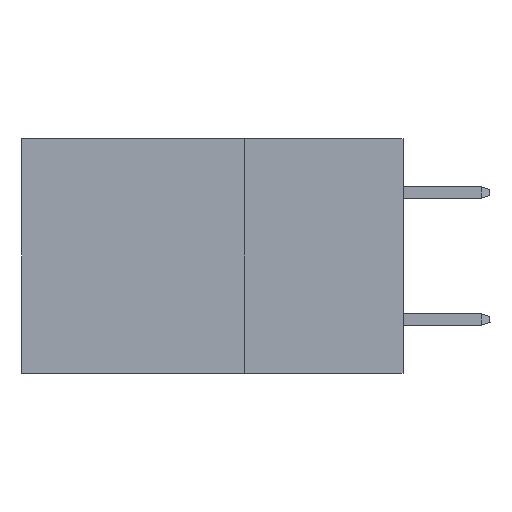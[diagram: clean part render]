
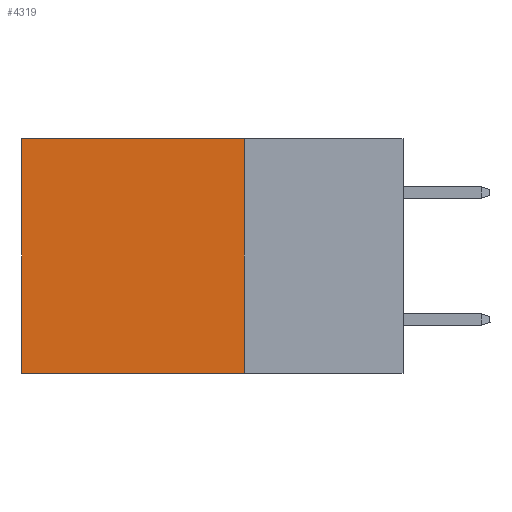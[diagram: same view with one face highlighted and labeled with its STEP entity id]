
A CAD part, left-side view. The second image highlights one B-rep face of the part: STEP entity #4319.
In plain terms, the highlighted planar face has unit normal (-1, 0, 0).
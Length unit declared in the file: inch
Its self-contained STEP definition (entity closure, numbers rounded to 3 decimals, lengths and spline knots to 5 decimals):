
#50 = ORIENTED_EDGE ( 'NONE', *, *, #6158, .T. ) ;
#150 = EDGE_LOOP ( 'NONE', ( #50, #5031, #2502, #2219 ) ) ;
#335 = CARTESIAN_POINT ( 'NONE',  ( 0.2875, 0.25, 0. ) ) ;
#515 = FACE_OUTER_BOUND ( 'NONE', #150, .T. ) ;
#2219 = ORIENTED_EDGE ( 'NONE', *, *, #10361, .T. ) ;
#2421 = LINE ( 'NONE', #10712, #12480 ) ;
#2502 = ORIENTED_EDGE ( 'NONE', *, *, #12263, .F. ) ;
#2659 = VERTEX_POINT ( 'NONE', #7576 ) ;
#3285 = DIRECTION ( 'NONE',  ( 0., 0., -1. ) ) ;
#3626 = CARTESIAN_POINT ( 'NONE',  ( 0.2875, 0.6, -0.37 ) ) ;
#3770 = PLANE ( 'NONE',  #12985 ) ;
#4070 = LINE ( 'NONE', #6190, #9025 ) ;
#4319 = ADVANCED_FACE ( 'NONE', ( #515 ), #3770, .F. ) ;
#4708 = CARTESIAN_POINT ( 'NONE',  ( 0.2875, 0.25, 0. ) ) ;
#4737 = VERTEX_POINT ( 'NONE', #12956 ) ;
#5031 = ORIENTED_EDGE ( 'NONE', *, *, #5311, .F. ) ;
#5311 = EDGE_CURVE ( 'NONE', #2659, #6601, #2421, .T. ) ;
#5382 = LINE ( 'NONE', #7284, #9332 ) ;
#5747 = LINE ( 'NONE', #335, #9922 ) ;
#6158 = EDGE_CURVE ( 'NONE', #8098, #6601, #4070, .T. ) ;
#6190 = CARTESIAN_POINT ( 'NONE',  ( 0.2875, 0.6, 0. ) ) ;
#6601 = VERTEX_POINT ( 'NONE', #3626 ) ;
#6890 = DIRECTION ( 'NONE',  ( 0., 0., -1. ) ) ;
#7284 = CARTESIAN_POINT ( 'NONE',  ( 0.2875, 0.25, 0. ) ) ;
#7576 = CARTESIAN_POINT ( 'NONE',  ( 0.2875, 0.25, -0.37 ) ) ;
#7909 = CARTESIAN_POINT ( 'NONE',  ( 0.2875, 0.6, 0. ) ) ;
#8098 = VERTEX_POINT ( 'NONE', #7909 ) ;
#8780 = DIRECTION ( 'NONE',  ( 0., 1., 0. ) ) ;
#9025 = VECTOR ( 'NONE', #11405, 39.37008 ) ;
#9332 = VECTOR ( 'NONE', #3285, 39.37008 ) ;
#9922 = VECTOR ( 'NONE', #8780, 39.37008 ) ;
#10361 = EDGE_CURVE ( 'NONE', #4737, #8098, #5747, .T. ) ;
#10712 = CARTESIAN_POINT ( 'NONE',  ( 0.2875, 0.25, -0.37 ) ) ;
#11405 = DIRECTION ( 'NONE',  ( 0., 0., -1. ) ) ;
#12263 = EDGE_CURVE ( 'NONE', #4737, #2659, #5382, .T. ) ;
#12480 = VECTOR ( 'NONE', #12798, 39.37008 ) ;
#12798 = DIRECTION ( 'NONE',  ( 0., 1., 0. ) ) ;
#12956 = CARTESIAN_POINT ( 'NONE',  ( 0.2875, 0.25, 0. ) ) ;
#12977 = DIRECTION ( 'NONE',  ( 1., 0., 0. ) ) ;
#12985 = AXIS2_PLACEMENT_3D ( 'NONE', #4708, #12977, #6890 ) ;
